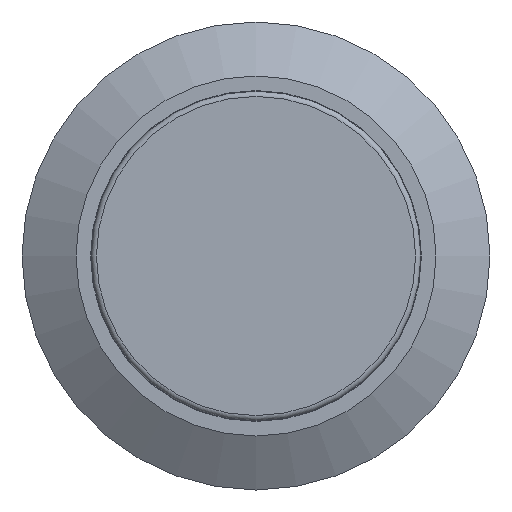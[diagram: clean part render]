
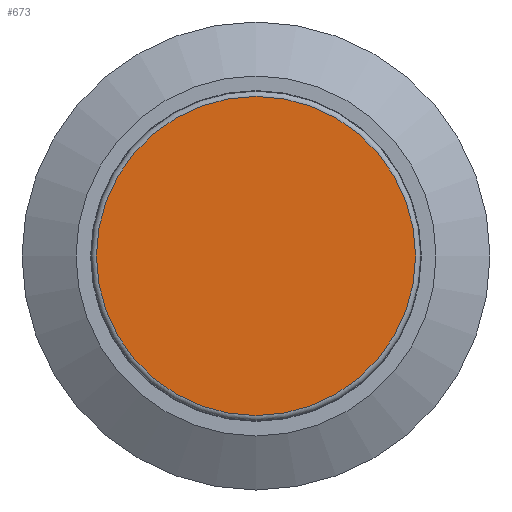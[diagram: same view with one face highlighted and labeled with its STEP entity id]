
A CAD part, left-side view. The second image highlights one B-rep face of the part: STEP entity #673.
In plain terms, the highlighted planar face has unit normal (-1, 0, 0).
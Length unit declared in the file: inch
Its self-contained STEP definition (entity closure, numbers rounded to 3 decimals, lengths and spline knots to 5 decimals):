
#633=CARTESIAN_POINT('',(-0.07874,0.0,-0.29528));
#634=VERTEX_POINT('',#633);
#635=CARTESIAN_POINT('',(-0.07874,0.0,0.0));
#636=DIRECTION('',(1.0,0.0,0.0));
#637=DIRECTION('',(0.0,0.0,1.0));
#638=AXIS2_PLACEMENT_3D('',#635,#636,#637);
#639=CIRCLE('',#638,0.29528);
#640=EDGE_CURVE('',#634,#634,#639,.T.);
#665=CARTESIAN_POINT('',(-0.07874,0.3248,-0.3248));
#666=DIRECTION('',(1.0,0.0,0.0));
#667=DIRECTION('',(0.0,0.0,-1.0));
#668=AXIS2_PLACEMENT_3D('',#665,#666,#667);
#669=PLANE('',#668);
#670=ORIENTED_EDGE('',*,*,#640,.F.);
#671=EDGE_LOOP('',(#670));
#672=FACE_OUTER_BOUND('',#671,.T.);
#673=ADVANCED_FACE('',(#672),#669,.F.);
